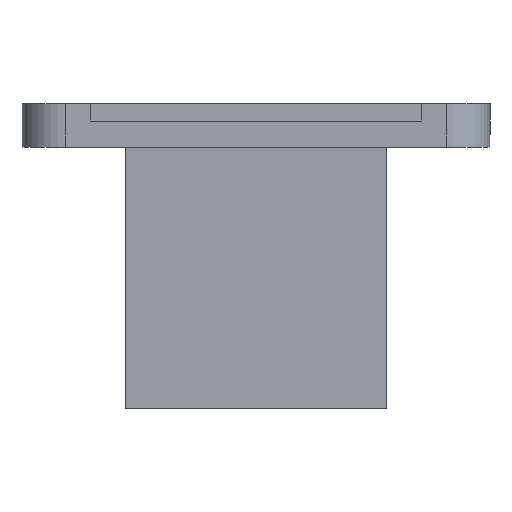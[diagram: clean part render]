
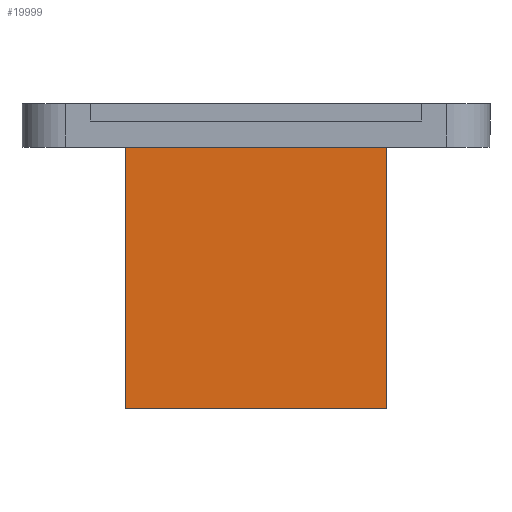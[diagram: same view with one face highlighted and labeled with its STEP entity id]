
A CAD part, front view. The second image highlights one B-rep face of the part: STEP entity #19999.
In plain terms, the highlighted planar face has unit normal (0, -1, 0).
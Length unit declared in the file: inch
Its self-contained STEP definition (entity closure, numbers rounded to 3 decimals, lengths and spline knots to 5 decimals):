
#366 = VECTOR ( 'NONE', #4342, 39.37008 ) ;
#1281 = VECTOR ( 'NONE', #18851, 39.37008 ) ;
#2863 = ORIENTED_EDGE ( 'NONE', *, *, #14892, .F. ) ;
#3429 = CARTESIAN_POINT ( 'NONE',  ( 0.75, -0.376, -0.25 ) ) ;
#3483 = CARTESIAN_POINT ( 'NONE',  ( 0.75, -0.376, -1.75 ) ) ;
#4342 = DIRECTION ( 'NONE',  ( 0., 0., 1. ) ) ;
#5932 = EDGE_CURVE ( 'NONE', #7728, #15577, #21916, .T. ) ;
#7728 = VERTEX_POINT ( 'NONE', #3429 ) ;
#8260 = CARTESIAN_POINT ( 'NONE',  ( -0.75, -0.376, -0.25 ) ) ;
#9287 = ORIENTED_EDGE ( 'NONE', *, *, #26573, .T. ) ;
#9768 = LINE ( 'NONE', #11965, #1281 ) ;
#11596 = EDGE_CURVE ( 'NONE', #25176, #7728, #13534, .T. ) ;
#11965 = CARTESIAN_POINT ( 'NONE',  ( -0.75, -0.376, -1.75 ) ) ;
#13534 = LINE ( 'NONE', #3483, #30958 ) ;
#14163 = AXIS2_PLACEMENT_3D ( 'NONE', #29004, #24455, #29149 ) ;
#14885 = PLANE ( 'NONE',  #14163 ) ;
#14892 = EDGE_CURVE ( 'NONE', #27655, #15577, #21273, .T. ) ;
#15577 = VERTEX_POINT ( 'NONE', #8260 ) ;
#16613 = CARTESIAN_POINT ( 'NONE',  ( -0.75, -0.376, -1.75 ) ) ;
#18851 = DIRECTION ( 'NONE',  ( 1., 0., 0. ) ) ;
#19999 = ADVANCED_FACE ( 'NONE', ( #21495 ), #14885, .T. ) ;
#20748 = DIRECTION ( 'NONE',  ( 0., 0., 1. ) ) ;
#21273 = LINE ( 'NONE', #25820, #366 ) ;
#21495 = FACE_OUTER_BOUND ( 'NONE', #23132, .T. ) ;
#21892 = CARTESIAN_POINT ( 'NONE',  ( 0.75, -0.376, -1.75 ) ) ;
#21916 = LINE ( 'NONE', #27637, #22294 ) ;
#22128 = ORIENTED_EDGE ( 'NONE', *, *, #11596, .T. ) ;
#22294 = VECTOR ( 'NONE', #22962, 39.37008 ) ;
#22962 = DIRECTION ( 'NONE',  ( -1., 0., 0. ) ) ;
#23132 = EDGE_LOOP ( 'NONE', ( #22128, #28175, #2863, #9287 ) ) ;
#24455 = DIRECTION ( 'NONE',  ( 0., -1., 0. ) ) ;
#25176 = VERTEX_POINT ( 'NONE', #21892 ) ;
#25820 = CARTESIAN_POINT ( 'NONE',  ( -0.75, -0.376, -1.75 ) ) ;
#26573 = EDGE_CURVE ( 'NONE', #27655, #25176, #9768, .T. ) ;
#27637 = CARTESIAN_POINT ( 'NONE',  ( 0., -0.376, -0.25 ) ) ;
#27655 = VERTEX_POINT ( 'NONE', #16613 ) ;
#28175 = ORIENTED_EDGE ( 'NONE', *, *, #5932, .T. ) ;
#29004 = CARTESIAN_POINT ( 'NONE',  ( -0.75, -0.376, -1.75 ) ) ;
#29149 = DIRECTION ( 'NONE',  ( 0., 0., -1. ) ) ;
#30958 = VECTOR ( 'NONE', #20748, 39.37008 ) ;
